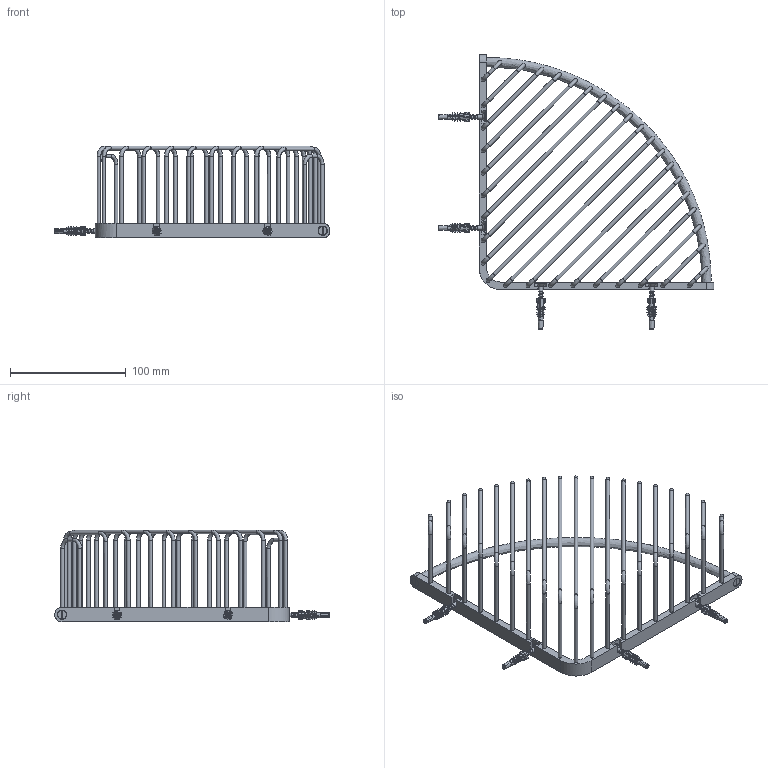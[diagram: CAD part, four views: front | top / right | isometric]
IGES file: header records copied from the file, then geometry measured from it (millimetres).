
Global section: file name: N158-XL; native system: Autodesk Inventor 2018; preprocessor: unknown; author: aduggalther; date: 20171018.094243; units: millimetre
Bounding box: 238.59 x 237.46 x 79.54 mm (x, y, z)
Volume: 85867.4 mm3; surface area: 81499.7 mm2
Topology: 31 solids, 31 shells, 1250 faces, 3566 edges, 2354 vertices
Faces by surface type: bspline 1250
